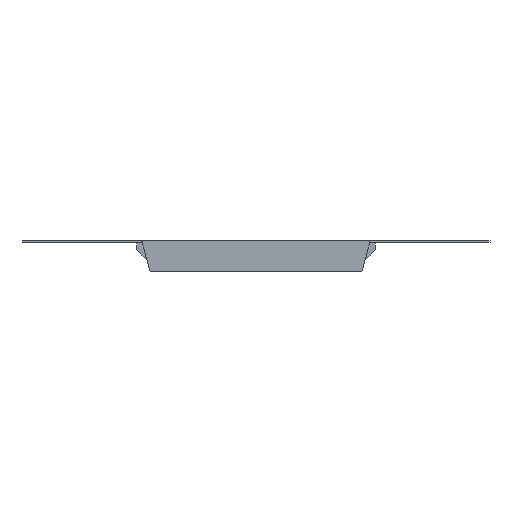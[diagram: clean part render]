
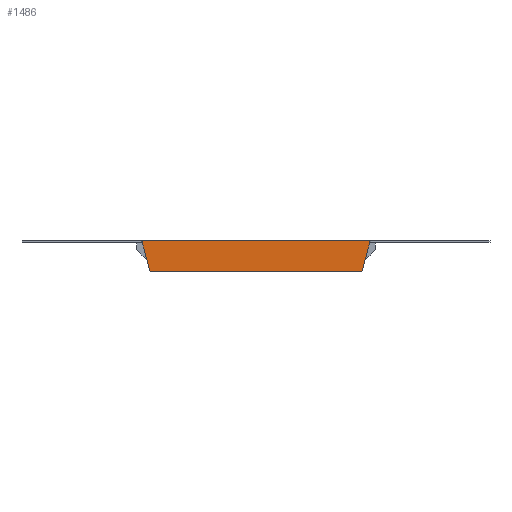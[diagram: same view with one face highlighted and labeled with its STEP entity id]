
A CAD part, front view. The second image highlights one B-rep face of the part: STEP entity #1486.
In plain terms, the highlighted planar face has unit normal (0, -1, 0).
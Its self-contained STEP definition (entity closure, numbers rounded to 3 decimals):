
#58 = ORIENTED_EDGE ( 'NONE', *, *, #366, .F. ) ;
#154 = B_SPLINE_CURVE_WITH_KNOTS ( 'NONE', 3,
 ( #2086, #670, #3053, #1719, #2093, #2670 ),
 .UNSPECIFIED., .F., .F.,
 ( 4, 2, 4 ),
 ( 0.001, 0.002, 0.003 ),
 .UNSPECIFIED. ) ;
#257 = VERTEX_POINT ( 'NONE', #461 ) ;
#272 = VERTEX_POINT ( 'NONE', #2346 ) ;
#321 = LINE ( 'NONE', #1511, #2206 ) ;
#366 = EDGE_CURVE ( 'NONE', #272, #257, #2652, .T. ) ;
#461 = CARTESIAN_POINT ( 'NONE',  ( -59.299, 0., -1.7 ) ) ;
#503 = ORIENTED_EDGE ( 'NONE', *, *, #1250, .F. ) ;
#573 = CARTESIAN_POINT ( 'NONE',  ( 59.357, 0., -1.419 ) ) ;
#581 = VERTEX_POINT ( 'NONE', #700 ) ;
#583 = ORIENTED_EDGE ( 'NONE', *, *, #1113, .T. ) ;
#670 = CARTESIAN_POINT ( 'NONE',  ( -59.357, 0., -1.419 ) ) ;
#686 = DIRECTION ( 'NONE',  ( 0., -1., 0. ) ) ;
#700 = CARTESIAN_POINT ( 'NONE',  ( 59.577, 0., 0. ) ) ;
#796 = VECTOR ( 'NONE', #2367, 1000. ) ;
#948 = CARTESIAN_POINT ( 'NONE',  ( 55.467, 0., -16. ) ) ;
#999 = CARTESIAN_POINT ( 'NONE',  ( 122.5, 0., 0. ) ) ;
#1008 = DIRECTION ( 'NONE',  ( 0.259, 0., 0.966 ) ) ;
#1053 = DIRECTION ( 'NONE',  ( 1., 0., 0. ) ) ;
#1106 = CARTESIAN_POINT ( 'NONE',  ( -60., 0., 0.917 ) ) ;
#1113 = EDGE_CURVE ( 'NONE', #1836, #2544, #321, .T. ) ;
#1170 = PLANE ( 'NONE',  #2709 ) ;
#1236 = CARTESIAN_POINT ( 'NONE',  ( 122.5, 0., 0. ) ) ;
#1242 = ORIENTED_EDGE ( 'NONE', *, *, #2306, .F. ) ;
#1247 = VECTOR ( 'NONE', #1053, 1000. ) ;
#1250 = EDGE_CURVE ( 'NONE', #1400, #581, #1911, .T. ) ;
#1400 = VERTEX_POINT ( 'NONE', #1419 ) ;
#1402 = LINE ( 'NONE', #2995, #1989 ) ;
#1419 = CARTESIAN_POINT ( 'NONE',  ( -59.577, 0., 0. ) ) ;
#1486 = ADVANCED_FACE ( 'NONE', ( #1721 ), #1170, .T. ) ;
#1511 = CARTESIAN_POINT ( 'NONE',  ( 60., 0., 0.917 ) ) ;
#1590 = CARTESIAN_POINT ( 'NONE',  ( 59.547, 0., -0.286 ) ) ;
#1677 = CARTESIAN_POINT ( 'NONE',  ( 59.509, 0., -0.571 ) ) ;
#1719 = CARTESIAN_POINT ( 'NONE',  ( -59.509, 0., -0.571 ) ) ;
#1721 = FACE_OUTER_BOUND ( 'NONE', #2965, .T. ) ;
#1784 = DIRECTION ( 'NONE',  ( -1., 0., 0. ) ) ;
#1836 = VERTEX_POINT ( 'NONE', #948 ) ;
#1848 = CARTESIAN_POINT ( 'NONE',  ( 59.577, 0., 0. ) ) ;
#1911 = LINE ( 'NONE', #999, #1247 ) ;
#1941 = DIRECTION ( 'NONE',  ( 0., 0., -1. ) ) ;
#1989 = VECTOR ( 'NONE', #1784, 1000. ) ;
#2073 = ORIENTED_EDGE ( 'NONE', *, *, #2729, .T. ) ;
#2086 = CARTESIAN_POINT ( 'NONE',  ( -59.299, 0., -1.7 ) ) ;
#2093 = CARTESIAN_POINT ( 'NONE',  ( -59.547, 0., -0.286 ) ) ;
#2206 = VECTOR ( 'NONE', #1008, 1000. ) ;
#2267 = B_SPLINE_CURVE_WITH_KNOTS ( 'NONE', 3,
 ( #2285, #573, #2531, #1677, #1590, #1848 ),
 .UNSPECIFIED., .F., .F.,
 ( 4, 2, 4 ),
 ( 0.001, 0.002, 0.003 ),
 .UNSPECIFIED. ) ;
#2285 = CARTESIAN_POINT ( 'NONE',  ( 59.299, 0., -1.7 ) ) ;
#2306 = EDGE_CURVE ( 'NONE', #257, #1400, #154, .T. ) ;
#2346 = CARTESIAN_POINT ( 'NONE',  ( -55.467, 0., -16. ) ) ;
#2367 = DIRECTION ( 'NONE',  ( -0.259, 0., 0.966 ) ) ;
#2531 = CARTESIAN_POINT ( 'NONE',  ( 59.415, 0., -1.137 ) ) ;
#2544 = VERTEX_POINT ( 'NONE', #2648 ) ;
#2648 = CARTESIAN_POINT ( 'NONE',  ( 59.299, 0., -1.7 ) ) ;
#2652 = LINE ( 'NONE', #1106, #796 ) ;
#2670 = CARTESIAN_POINT ( 'NONE',  ( -59.577, 0., 0. ) ) ;
#2679 = EDGE_CURVE ( 'NONE', #1836, #272, #1402, .T. ) ;
#2709 = AXIS2_PLACEMENT_3D ( 'NONE', #1236, #686, #1941 ) ;
#2729 = EDGE_CURVE ( 'NONE', #2544, #581, #2267, .T. ) ;
#2811 = ORIENTED_EDGE ( 'NONE', *, *, #2679, .F. ) ;
#2965 = EDGE_LOOP ( 'NONE', ( #583, #2073, #503, #1242, #58, #2811 ) ) ;
#2995 = CARTESIAN_POINT ( 'NONE',  ( 122.5, 0., -16. ) ) ;
#3053 = CARTESIAN_POINT ( 'NONE',  ( -59.415, 0., -1.137 ) ) ;
